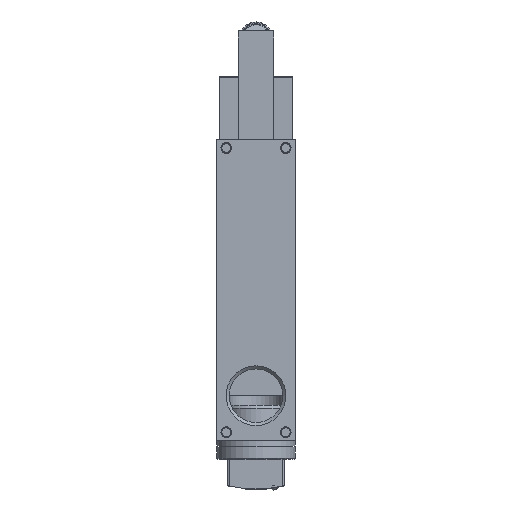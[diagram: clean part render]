
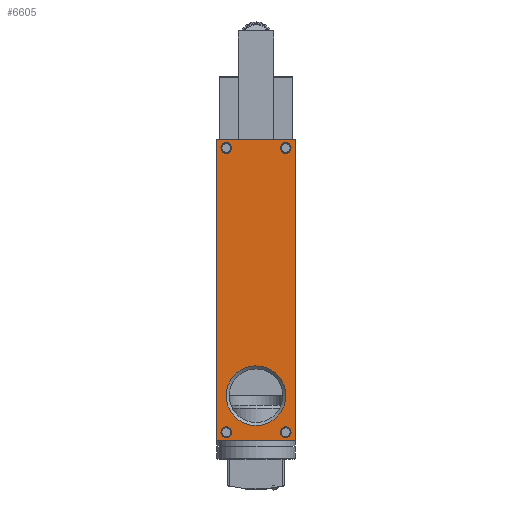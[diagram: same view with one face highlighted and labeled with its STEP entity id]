
A CAD part, front view. The second image highlights one B-rep face of the part: STEP entity #6605.
In plain terms, the highlighted planar face has unit normal (0, -1, 0).
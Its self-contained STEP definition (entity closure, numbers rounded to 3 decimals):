
#107=PLANE('',#6972);
#325=LINE('',#9111,#703);
#356=LINE('',#9181,#734);
#358=LINE('',#9190,#736);
#366=LINE('',#9206,#744);
#703=VECTOR('',#7566,1000.);
#734=VECTOR('',#7613,1000.);
#736=VECTOR('',#7623,1000.);
#744=VECTOR('',#7635,1000.);
#1154=ORIENTED_EDGE('',*,*,#2413,.T.);
#1155=ORIENTED_EDGE('',*,*,#2414,.T.);
#1156=ORIENTED_EDGE('',*,*,#2415,.T.);
#1157=ORIENTED_EDGE('',*,*,#2416,.T.);
#1158=ORIENTED_EDGE('',*,*,#2417,.T.);
#1159=ORIENTED_EDGE('',*,*,#2404,.T.);
#1160=ORIENTED_EDGE('',*,*,#2364,.F.);
#1161=ORIENTED_EDGE('',*,*,#2399,.F.);
#1162=ORIENTED_EDGE('',*,*,#2412,.T.);
#2364=EDGE_CURVE('',#2998,#2999,#325,.T.);
#2399=EDGE_CURVE('',#3029,#2998,#356,.T.);
#2404=EDGE_CURVE('',#3033,#2999,#358,.T.);
#2412=EDGE_CURVE('',#3029,#3033,#366,.T.);
#2413=EDGE_CURVE('',#3039,#3039,#3463,.T.);
#2414=EDGE_CURVE('',#3040,#3040,#3464,.T.);
#2415=EDGE_CURVE('',#3041,#3041,#3465,.T.);
#2416=EDGE_CURVE('',#3042,#3042,#3466,.T.);
#2417=EDGE_CURVE('',#3043,#3043,#3467,.T.);
#2998=VERTEX_POINT('',#9110);
#2999=VERTEX_POINT('',#9112);
#3029=VERTEX_POINT('',#9180);
#3033=VERTEX_POINT('',#9191);
#3039=VERTEX_POINT('',#9209);
#3040=VERTEX_POINT('',#9211);
#3041=VERTEX_POINT('',#9213);
#3042=VERTEX_POINT('',#9215);
#3043=VERTEX_POINT('',#9217);
#3463=CIRCLE('',#6973,1.5);
#3464=CIRCLE('',#6974,1.5);
#3465=CIRCLE('',#6975,1.5);
#3466=CIRCLE('',#6976,1.5);
#3467=CIRCLE('',#6977,8.331);
#3707=EDGE_LOOP('',(#1154));
#3708=EDGE_LOOP('',(#1155));
#3709=EDGE_LOOP('',(#1156));
#3710=EDGE_LOOP('',(#1157));
#3711=EDGE_LOOP('',(#1158));
#3712=EDGE_LOOP('',(#1159,#1160,#1161,#1162));
#4192=FACE_BOUND('',#3707,.T.);
#4193=FACE_BOUND('',#3708,.T.);
#4194=FACE_BOUND('',#3709,.T.);
#4195=FACE_BOUND('',#3710,.T.);
#4196=FACE_BOUND('',#3711,.T.);
#4197=FACE_BOUND('',#3712,.T.);
#6605=ADVANCED_FACE('',(#4192,#4193,#4194,#4195,#4196,#4197),#107,.F.);
#6972=AXIS2_PLACEMENT_3D('',#9207,#7636,#7637);
#6973=AXIS2_PLACEMENT_3D('',#9208,#7638,#7639);
#6974=AXIS2_PLACEMENT_3D('',#9210,#7640,#7641);
#6975=AXIS2_PLACEMENT_3D('',#9212,#7642,#7643);
#6976=AXIS2_PLACEMENT_3D('',#9214,#7644,#7645);
#6977=AXIS2_PLACEMENT_3D('',#9216,#7646,#7647);
#7566=DIRECTION('',(0.,0.,-1.));
#7613=DIRECTION('',(1.,0.,0.));
#7623=DIRECTION('',(1.,0.,0.));
#7635=DIRECTION('',(0.,0.,-1.));
#7636=DIRECTION('',(0.,1.,0.));
#7637=DIRECTION('',(0.,0.,1.));
#7638=DIRECTION('',(0.,1.,0.));
#7639=DIRECTION('',(0.,0.,1.));
#7640=DIRECTION('',(0.,1.,0.));
#7641=DIRECTION('',(0.,0.,1.));
#7642=DIRECTION('',(0.,1.,0.));
#7643=DIRECTION('',(0.,0.,1.));
#7644=DIRECTION('',(0.,1.,0.));
#7645=DIRECTION('',(0.,0.,1.));
#7646=DIRECTION('',(0.,1.,0.));
#7647=DIRECTION('',(0.,0.,1.));
#9110=CARTESIAN_POINT('',(0.,0.,11.));
#9111=CARTESIAN_POINT('',(0.,0.,11.));
#9112=CARTESIAN_POINT('',(0.,0.,-11.));
#9180=CARTESIAN_POINT('',(-84.,0.,11.));
#9181=CARTESIAN_POINT('',(-84.,0.,11.));
#9190=CARTESIAN_POINT('',(-84.,0.,-11.));
#9191=CARTESIAN_POINT('',(-84.,0.,-11.));
#9206=CARTESIAN_POINT('',(-84.,0.,11.));
#9207=CARTESIAN_POINT('',(-84.,0.,11.));
#9208=CARTESIAN_POINT('',(-81.7,0.,8.3));
#9209=CARTESIAN_POINT('',(-81.7,0.,9.8));
#9210=CARTESIAN_POINT('',(-81.7,0.,-8.3));
#9211=CARTESIAN_POINT('',(-81.7,0.,-6.8));
#9212=CARTESIAN_POINT('',(-2.3,0.,8.3));
#9213=CARTESIAN_POINT('',(-2.3,0.,9.8));
#9214=CARTESIAN_POINT('',(-2.3,0.,-8.3));
#9215=CARTESIAN_POINT('',(-2.3,0.,-6.8));
#9216=CARTESIAN_POINT('',(-12.5,0.,0.));
#9217=CARTESIAN_POINT('',(-12.5,0.,8.331));
